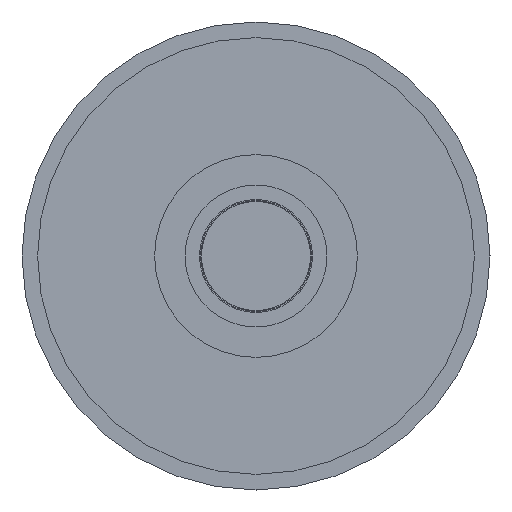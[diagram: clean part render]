
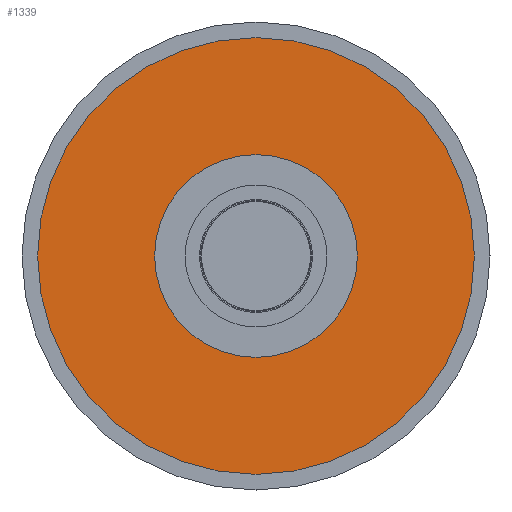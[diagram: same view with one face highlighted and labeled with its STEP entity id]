
A CAD part, front view. The second image highlights one B-rep face of the part: STEP entity #1339.
In plain terms, the highlighted planar face has unit normal (0, -1, 0).
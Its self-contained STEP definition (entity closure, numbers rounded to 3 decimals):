
#71 = DIRECTION ( 'NONE',  ( 0., 1., 0. ) ) ;
#125 = VERTEX_POINT ( 'NONE', #2197 ) ;
#147 = CIRCLE ( 'NONE', #446, 13. ) ;
#344 = DIRECTION ( 'NONE',  ( 0., 1., 0. ) ) ;
#446 = AXIS2_PLACEMENT_3D ( 'NONE', #1896, #344, #1062 ) ;
#473 = DIRECTION ( 'NONE',  ( 0., 1., 0. ) ) ;
#523 = CARTESIAN_POINT ( 'NONE',  ( 0., -14., 13. ) ) ;
#546 = CARTESIAN_POINT ( 'NONE',  ( 0., -14., -13. ) ) ;
#568 = FACE_OUTER_BOUND ( 'NONE', #1733, .T. ) ;
#607 = EDGE_LOOP ( 'NONE', ( #1543, #668 ) ) ;
#615 = CARTESIAN_POINT ( 'NONE',  ( 0., -14., 0. ) ) ;
#668 = ORIENTED_EDGE ( 'NONE', *, *, #1901, .T. ) ;
#765 = EDGE_CURVE ( 'NONE', #125, #1705, #1666, .T. ) ;
#770 = CARTESIAN_POINT ( 'NONE',  ( 0., -14., 0. ) ) ;
#789 = AXIS2_PLACEMENT_3D ( 'NONE', #770, #71, #1814 ) ;
#795 = DIRECTION ( 'NONE',  ( 0., 0., 1. ) ) ;
#848 = CARTESIAN_POINT ( 'NONE',  ( 28., -14., 0. ) ) ;
#922 = AXIS2_PLACEMENT_3D ( 'NONE', #1724, #2063, #1895 ) ;
#1025 = ORIENTED_EDGE ( 'NONE', *, *, #2167, .F. ) ;
#1040 = EDGE_CURVE ( 'NONE', #1618, #1756, #147, .T. ) ;
#1062 = DIRECTION ( 'NONE',  ( 0., 0., 1. ) ) ;
#1085 = CARTESIAN_POINT ( 'NONE',  ( 0., -14., -28. ) ) ;
#1339 = ADVANCED_FACE ( 'NONE', ( #568, #2118 ), #2140, .F. ) ;
#1368 = CIRCLE ( 'NONE', #789, 13. ) ;
#1543 = ORIENTED_EDGE ( 'NONE', *, *, #1040, .T. ) ;
#1618 = VERTEX_POINT ( 'NONE', #523 ) ;
#1666 = CIRCLE ( 'NONE', #2097, 28. ) ;
#1705 = VERTEX_POINT ( 'NONE', #1085 ) ;
#1713 = DIRECTION ( 'NONE',  ( 0., 0., 1. ) ) ;
#1724 = CARTESIAN_POINT ( 'NONE',  ( 0., -14., 0. ) ) ;
#1733 = EDGE_LOOP ( 'NONE', ( #1953, #1025 ) ) ;
#1756 = VERTEX_POINT ( 'NONE', #546 ) ;
#1814 = DIRECTION ( 'NONE',  ( 0., 0., 1. ) ) ;
#1827 = DIRECTION ( 'NONE',  ( 0., 1., 0. ) ) ;
#1895 = DIRECTION ( 'NONE',  ( 0., 0., 1. ) ) ;
#1896 = CARTESIAN_POINT ( 'NONE',  ( 0., -14., 0. ) ) ;
#1901 = EDGE_CURVE ( 'NONE', #1756, #1618, #1368, .T. ) ;
#1953 = ORIENTED_EDGE ( 'NONE', *, *, #765, .F. ) ;
#2063 = DIRECTION ( 'NONE',  ( 0., 1., 0. ) ) ;
#2086 = AXIS2_PLACEMENT_3D ( 'NONE', #848, #473, #1713 ) ;
#2097 = AXIS2_PLACEMENT_3D ( 'NONE', #615, #1827, #795 ) ;
#2118 = FACE_BOUND ( 'NONE', #607, .T. ) ;
#2140 = PLANE ( 'NONE',  #2086 ) ;
#2167 = EDGE_CURVE ( 'NONE', #1705, #125, #2189, .T. ) ;
#2189 = CIRCLE ( 'NONE', #922, 28. ) ;
#2197 = CARTESIAN_POINT ( 'NONE',  ( 0., -14., 28. ) ) ;
